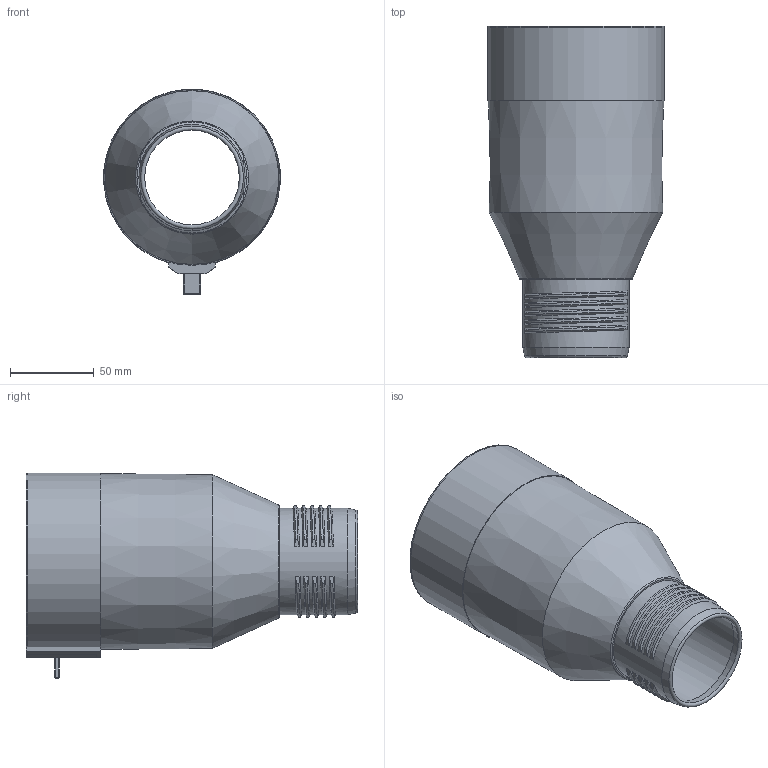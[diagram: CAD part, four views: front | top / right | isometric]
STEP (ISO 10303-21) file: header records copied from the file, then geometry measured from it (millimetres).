
FILE_DESCRIPTION(/* description */ ('','CAx-IF Rec.Pracs.---Representation and Presentation of Product Manufacturing Information (PMI)---4.0---2014-10-13'),/* implementation_level */ '2;1');
FILE_NAME(/* name */ 'adapter b v12.step',/* time_stamp */ '2025-03-23T19:20:51-04:00',/* author */ (''),/* organization */ (''),/* preprocessor_version */ 'ST-DEVELOPER v20',/* originating_system */ 'Autodesk Translation Framework v13.20.0.188',/* authorisation */ '');
FILE_SCHEMA (('AP242_MANAGED_MODEL_BASED_3D_ENGINEERING_MIM_LF { 1 0 10303 442 1 1 4 }'));
Length unit declared in the file: inch
Products named in the file (2): adapter b; Component1
Assembly tree (1 placements, depth 2):
  adapter b
    Component1
Bounding box: 105.32 x 197.81 x 122.61 mm (x, y, z)
Volume: 170423.6 mm3; surface area: 118913.1 mm2
Topology: 2 solids, 2 shells, 208 faces, 538 edges, 336 vertices
Faces by surface type: plane 81, bspline 63, cylinder 46, torus 10, cone 5, sphere 3
Full cylindrical faces by diameter (mm): 1.93 x1, 2.032 x1, 58.42 x1, 63.5 x1, 98.552 x1
Entity records: 9028 total; most frequent: CARTESIAN_POINT 4262, ORIENTED_EDGE 1072, DIRECTION 848, EDGE_CURVE 536, VERTEX_POINT 336, AXIS2_PLACEMENT_3D 304, LINE 240, VECTOR 240
